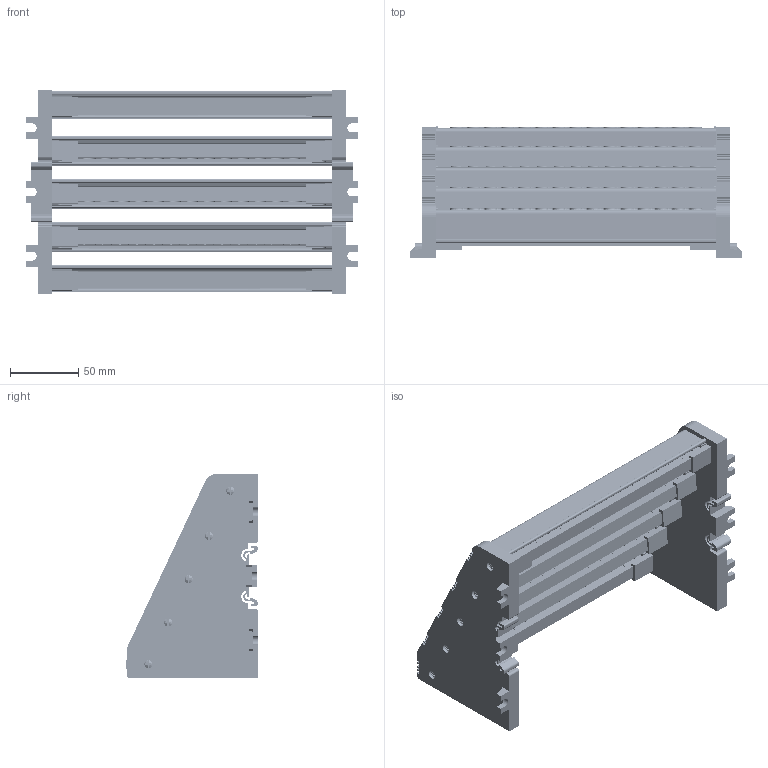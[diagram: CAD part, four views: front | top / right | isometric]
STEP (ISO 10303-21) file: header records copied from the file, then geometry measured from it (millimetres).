
FILE_DESCRIPTION (( 'STEP AP203' ), '1' );
FILE_NAME ('10x15 Beþ Kutuplu Daðýtýcý Ünite - 15 Delikli.STEP', '2019-01-22T13:24:44', ( '' ), ( '' ), 'SwSTEP 2.0', 'SolidWorks 2011', '' );
FILE_SCHEMA (( 'CONFIG_CONTROL_DESIGN' ));
Products named in the file (1): 10x15 Beþ Kutuplu Daðýtýcý Ünite - 15 Delikli
Bounding box: 243 x 96.66 x 150 mm (x, y, z)
Volume: 436655.6 mm3; surface area: 245252.4 mm2
Topology: 1 solids, 16 shells, 6047 faces, 16325 edges, 10540 vertices
Faces by surface type: plane 2821, cylinder 1575, bspline 1126, cone 525
Entity records: 213630 total; most frequent: CARTESIAN_POINT 65920, ORIENTED_EDGE 32610, DIRECTION 29194, EDGE_CURVE 16305, VERTEX_POINT 10540, AXIS2_PLACEMENT_3D 10207, LINE 8780, VECTOR 8780
